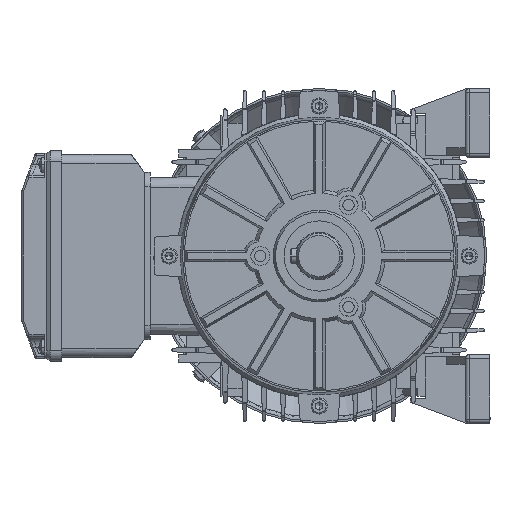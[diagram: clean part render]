
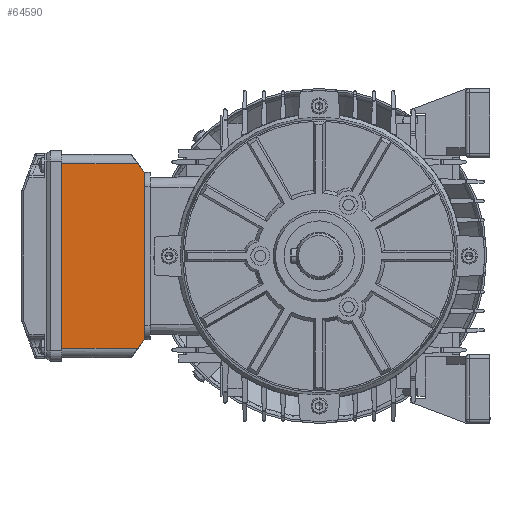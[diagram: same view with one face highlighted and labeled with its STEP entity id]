
A CAD part, left-side view. The second image highlights one B-rep face of the part: STEP entity #64590.
In plain terms, the highlighted planar face has unit normal (-1, 0, 0).
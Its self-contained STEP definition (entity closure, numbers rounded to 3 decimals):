
#1408 = CARTESIAN_POINT ( 'NONE',  ( -68.5, -48.5, 43.684 ) ) ;
#2541 = EDGE_CURVE ( 'NONE', #68710, #65571, #22361, .T. ) ;
#7411 = DIRECTION ( 'NONE',  ( 0., 0., -1. ) ) ;
#9614 = ORIENTED_EDGE ( 'NONE', *, *, #2541, .F. ) ;
#10157 = VERTEX_POINT ( 'NONE', #90522 ) ;
#15802 = LINE ( 'NONE', #78728, #29114 ) ;
#16225 = FACE_OUTER_BOUND ( 'NONE', #59141, .T. ) ;
#17983 = DIRECTION ( 'NONE',  ( 1., 0., 0. ) ) ;
#20671 = CARTESIAN_POINT ( 'NONE',  ( -68.5, 53.5, 40. ) ) ;
#22361 = LINE ( 'NONE', #101733, #90562 ) ;
#24065 = DIRECTION ( 'NONE',  ( 0., 1., 0. ) ) ;
#25919 = DIRECTION ( 'NONE',  ( 0., 0., 1. ) ) ;
#26496 = CARTESIAN_POINT ( 'NONE',  ( -68.5, -48.5, 47. ) ) ;
#28223 = CARTESIAN_POINT ( 'NONE',  ( -68.5, -44., 47. ) ) ;
#29114 = VECTOR ( 'NONE', #24065, 1000. ) ;
#30365 = ORIENTED_EDGE ( 'NONE', *, *, #61627, .F. ) ;
#33862 = DIRECTION ( 'NONE',  ( 0., 0., -1. ) ) ;
#36527 = ORIENTED_EDGE ( 'NONE', *, *, #49024, .F. ) ;
#42283 = EDGE_CURVE ( 'NONE', #65571, #98800, #44126, .T. ) ;
#44126 = LINE ( 'NONE', #28223, #76217 ) ;
#48163 = ORIENTED_EDGE ( 'NONE', *, *, #100941, .T. ) ;
#48717 = VECTOR ( 'NONE', #25919, 1000. ) ;
#49024 = EDGE_CURVE ( 'NONE', #73503, #10157, #15802, .T. ) ;
#54407 = ORIENTED_EDGE ( 'NONE', *, *, #42283, .F. ) ;
#54501 = AXIS2_PLACEMENT_3D ( 'NONE', #87964, #17983, #7411 ) ;
#57909 = VECTOR ( 'NONE', #33862, 1000. ) ;
#59141 = EDGE_LOOP ( 'NONE', ( #36527, #48163, #54407, #9614, #30365, #68903 ) ) ;
#61627 = EDGE_CURVE ( 'NONE', #85572, #68710, #102921, .T. ) ;
#63503 = EDGE_CURVE ( 'NONE', #85572, #10157, #71462, .T. ) ;
#64590 = ADVANCED_FACE ( 'NONE', ( #16225 ), #107941, .F. ) ;
#65571 = VERTEX_POINT ( 'NONE', #81758 ) ;
#68710 = VERTEX_POINT ( 'NONE', #88438 ) ;
#68903 = ORIENTED_EDGE ( 'NONE', *, *, #63503, .T. ) ;
#71462 = LINE ( 'NONE', #116199, #57909 ) ;
#73503 = VERTEX_POINT ( 'NONE', #97024 ) ;
#76217 = VECTOR ( 'NONE', #88813, 1000. ) ;
#78728 = CARTESIAN_POINT ( 'NONE',  ( -68.5, -48.5, 3.5 ) ) ;
#81758 = CARTESIAN_POINT ( 'NONE',  ( -68.5, -44., 47. ) ) ;
#85243 = DIRECTION ( 'NONE',  ( 0., -1., 0. ) ) ;
#85572 = VERTEX_POINT ( 'NONE', #95154 ) ;
#87964 = CARTESIAN_POINT ( 'NONE',  ( -68.5, -53.5, 47. ) ) ;
#88438 = CARTESIAN_POINT ( 'NONE',  ( -68.5, 44., 47. ) ) ;
#88813 = DIRECTION ( 'NONE',  ( 0., -0.805, -0.593 ) ) ;
#90522 = CARTESIAN_POINT ( 'NONE',  ( -68.5, 48.5, 3.5 ) ) ;
#90562 = VECTOR ( 'NONE', #85243, 1000. ) ;
#95154 = CARTESIAN_POINT ( 'NONE',  ( -68.5, 48.5, 43.684 ) ) ;
#95266 = VECTOR ( 'NONE', #112360, 1000. ) ;
#97024 = CARTESIAN_POINT ( 'NONE',  ( -68.5, -48.5, 3.5 ) ) ;
#98800 = VERTEX_POINT ( 'NONE', #1408 ) ;
#100941 = EDGE_CURVE ( 'NONE', #73503, #98800, #115317, .T. ) ;
#101733 = CARTESIAN_POINT ( 'NONE',  ( -68.5, -53.5, 47. ) ) ;
#102921 = LINE ( 'NONE', #20671, #95266 ) ;
#107941 = PLANE ( 'NONE',  #54501 ) ;
#112360 = DIRECTION ( 'NONE',  ( 0., -0.805, 0.593 ) ) ;
#115317 = LINE ( 'NONE', #26496, #48717 ) ;
#116199 = CARTESIAN_POINT ( 'NONE',  ( -68.5, 48.5, 47. ) ) ;
